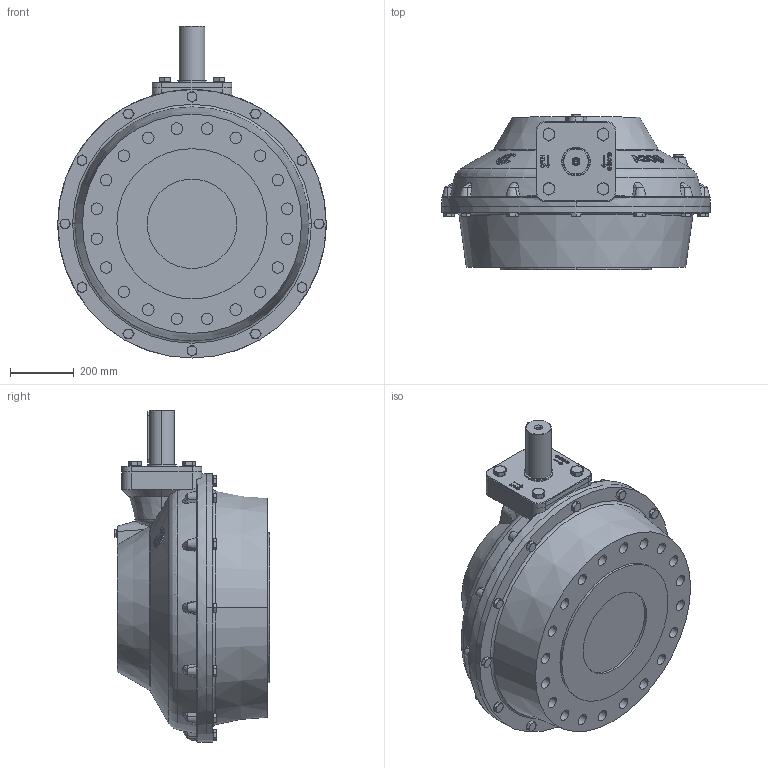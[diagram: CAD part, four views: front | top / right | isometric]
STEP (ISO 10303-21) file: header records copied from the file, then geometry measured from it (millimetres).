
FILE_DESCRIPTION((''),'2;1');
FILE_NAME('ASSIEME A300 (00665).stp','2007-07-13T14:11:28',('Brandon Schele'),(''),'Autodesk Inventor 11','Autodesk Inventor 11','');
FILE_SCHEMA(('AUTOMOTIVE_DESIGN { 1 0 10303 214 1 1 1 1 }'));
Length unit declared in the file: millimetre
Products named in the file (1): ASSIEME A300 (00665)
Bounding box: 840 x 486.63 x 1039 mm (x, y, z)
Volume: 174838656.3 mm3; surface area: 3811488 mm2
Topology: 23 solids, 23 shells, 1062 faces, 2433 edges, 1495 vertices
Faces by surface type: plane 513, cylinder 195, cone 191, bspline 108, torus 55
Entity records: 38181 total; most frequent: CARTESIAN_POINT 14756, ORIENTED_EDGE 4862, DIRECTION 4744, EDGE_CURVE 2431, AXIS2_PLACEMENT_3D 1836, VERTEX_POINT 1495, EDGE_LOOP 1176, VECTOR 1072
